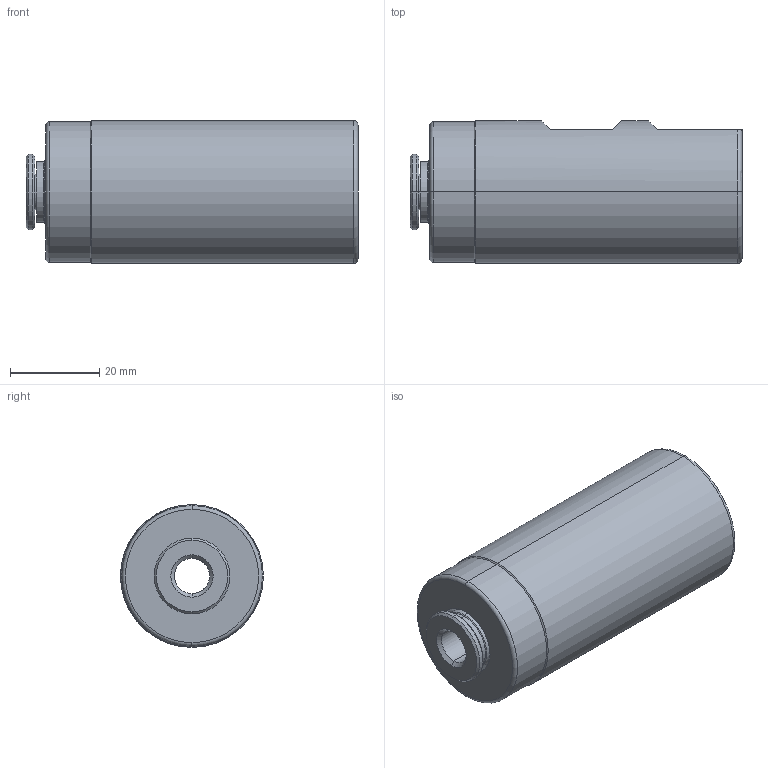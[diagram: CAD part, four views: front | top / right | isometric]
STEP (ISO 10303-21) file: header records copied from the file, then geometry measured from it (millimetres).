
FILE_DESCRIPTION (( 'STEP AP203' ), '1' );
FILE_NAME ('95-S.16.32.862.STEP', '2019-04-16T07:06:39', ( 'Acer' ), ( '' ), 'SwSTEP 2.0', 'SolidWorks 2018', '' );
FILE_SCHEMA (( 'CONFIG_CONTROL_DESIGN' ));
Length unit declared in the file: millimetre
Products named in the file (1): 95-S.16.32.862
Bounding box: 74.43 x 32 x 32 mm (x, y, z)
Surface area: 11178.2 mm2 (no closed solid volume)
Topology: 0 solids, 3 shells, 41 faces, 103 edges, 66 vertices
Faces by surface type: cylinder 14, cone 12, plane 8, torus 7
Entity records: 1494 total; most frequent: CARTESIAN_POINT 423, DIRECTION 228, ORIENTED_EDGE 182, EDGE_CURVE 103, AXIS2_PLACEMENT_3D 97, VERTEX_POINT 66, CIRCLE 55, EDGE_LOOP 48
